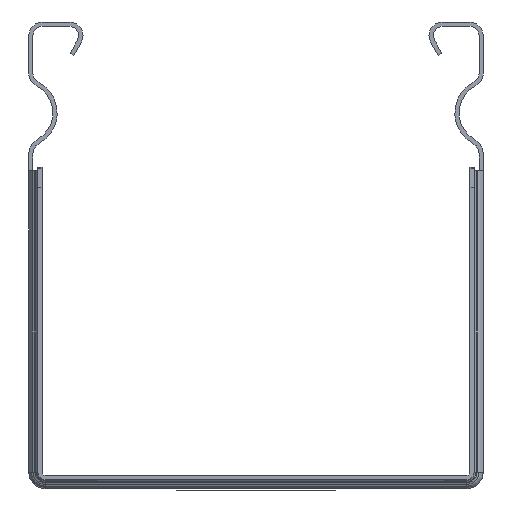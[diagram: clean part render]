
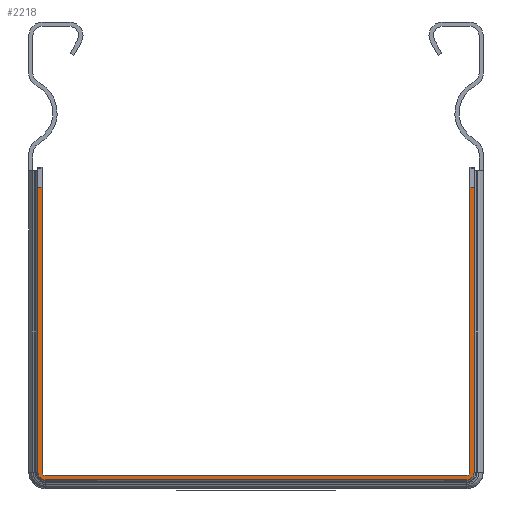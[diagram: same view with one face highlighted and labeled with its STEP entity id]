
A CAD part, left-side view. The second image highlights one B-rep face of the part: STEP entity #2218.
In plain terms, the highlighted planar face has unit normal (-1, 0, 0).
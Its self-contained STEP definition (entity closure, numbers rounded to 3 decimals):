
#112=CIRCLE('',#2362,0.5);
#118=CIRCLE('',#2374,1.2);
#137=CIRCLE('',#2415,1.2);
#138=CIRCLE('',#2416,0.5);
#262=FACE_OUTER_BOUND('',#377,.T.);
#377=EDGE_LOOP('',(#1789,#1790,#1791,#1792,#1793,#1794,#1795,#1796,#1797,
#1798,#1799,#1800));
#530=LINE('',#3518,#757);
#544=LINE('',#3558,#771);
#546=LINE('',#3564,#773);
#567=LINE('',#3629,#794);
#569=LINE('',#3633,#796);
#570=LINE('',#3637,#797);
#571=LINE('',#3639,#798);
#572=LINE('',#3641,#799);
#757=VECTOR('',#2788,1.);
#771=VECTOR('',#2828,1.);
#773=VECTOR('',#2836,1.);
#794=VECTOR('',#2909,1.);
#796=VECTOR('',#2913,1.);
#797=VECTOR('',#2916,1.);
#798=VECTOR('',#2917,1.);
#799=VECTOR('',#2918,1.);
#998=VERTEX_POINT('',#3483);
#999=VERTEX_POINT('',#3484);
#1010=VERTEX_POINT('',#3516);
#1011=VERTEX_POINT('',#3517);
#1012=VERTEX_POINT('',#3522);
#1015=VERTEX_POINT('',#3527);
#1043=VERTEX_POINT('',#3628);
#1044=VERTEX_POINT('',#3632);
#1045=VERTEX_POINT('',#3634);
#1046=VERTEX_POINT('',#3636);
#1047=VERTEX_POINT('',#3638);
#1048=VERTEX_POINT('',#3640);
#1262=EDGE_CURVE('',#998,#999,#112,.T.);
#1278=EDGE_CURVE('',#1010,#1011,#530,.T.);
#1284=EDGE_CURVE('',#1015,#1012,#118,.T.);
#1299=EDGE_CURVE('',#999,#1011,#544,.T.);
#1302=EDGE_CURVE('',#1010,#1012,#546,.T.);
#1335=EDGE_CURVE('',#1043,#998,#567,.T.);
#1337=EDGE_CURVE('',#1044,#1015,#569,.T.);
#1338=EDGE_CURVE('',#1045,#1044,#137,.T.);
#1339=EDGE_CURVE('',#1046,#1045,#570,.T.);
#1340=EDGE_CURVE('',#1046,#1047,#571,.T.);
#1341=EDGE_CURVE('',#1048,#1047,#572,.T.);
#1342=EDGE_CURVE('',#1048,#1043,#138,.T.);
#1789=ORIENTED_EDGE('',*,*,#1337,.F.);
#1790=ORIENTED_EDGE('',*,*,#1338,.F.);
#1791=ORIENTED_EDGE('',*,*,#1339,.F.);
#1792=ORIENTED_EDGE('',*,*,#1340,.T.);
#1793=ORIENTED_EDGE('',*,*,#1341,.F.);
#1794=ORIENTED_EDGE('',*,*,#1342,.T.);
#1795=ORIENTED_EDGE('',*,*,#1335,.T.);
#1796=ORIENTED_EDGE('',*,*,#1262,.T.);
#1797=ORIENTED_EDGE('',*,*,#1299,.T.);
#1798=ORIENTED_EDGE('',*,*,#1278,.F.);
#1799=ORIENTED_EDGE('',*,*,#1302,.T.);
#1800=ORIENTED_EDGE('',*,*,#1284,.F.);
#2137=PLANE('',#2414);
#2218=ADVANCED_FACE('',(#262),#2137,.F.);
#2362=AXIS2_PLACEMENT_3D('',#3485,#2757,#2758);
#2374=AXIS2_PLACEMENT_3D('',#3529,#2797,#2798);
#2414=AXIS2_PLACEMENT_3D('',#3631,#2911,#2912);
#2415=AXIS2_PLACEMENT_3D('',#3635,#2914,#2915);
#2416=AXIS2_PLACEMENT_3D('',#3642,#2919,#2920);
#2757=DIRECTION('center_axis',(1.,0.,0.));
#2758=DIRECTION('ref_axis',(0.,-1.,0.));
#2788=DIRECTION('',(0.,-1.,0.));
#2797=DIRECTION('center_axis',(1.,0.,0.));
#2798=DIRECTION('ref_axis',(0.,-1.,0.));
#2828=DIRECTION('',(0.,0.,1.));
#2836=DIRECTION('',(0.,0.,-1.));
#2909=DIRECTION('',(0.,1.,0.));
#2911=DIRECTION('center_axis',(1.,0.,0.));
#2912=DIRECTION('ref_axis',(0.,1.,0.));
#2913=DIRECTION('',(0.,1.,0.));
#2914=DIRECTION('center_axis',(1.,0.,0.));
#2915=DIRECTION('ref_axis',(0.,-1.,0.));
#2916=DIRECTION('',(0.,0.,-1.));
#2917=DIRECTION('',(0.,1.,0.));
#2918=DIRECTION('',(0.,0.,1.));
#2919=DIRECTION('center_axis',(1.,0.,0.));
#2920=DIRECTION('ref_axis',(0.,-1.,0.));
#3483=CARTESIAN_POINT('',(51.63,124.892,-36.3));
#3484=CARTESIAN_POINT('',(51.63,125.392,-35.8));
#3485=CARTESIAN_POINT('Origin',(51.63,124.892,-35.8));
#3516=CARTESIAN_POINT('',(51.63,126.092,11.2));
#3517=CARTESIAN_POINT('',(51.63,125.392,11.2));
#3518=CARTESIAN_POINT('',(51.63,125.742,11.2));
#3522=CARTESIAN_POINT('',(51.63,126.092,-35.8));
#3527=CARTESIAN_POINT('',(51.63,124.892,-37.));
#3529=CARTESIAN_POINT('Origin',(51.63,124.892,-35.8));
#3558=CARTESIAN_POINT('',(51.63,125.392,-12.3));
#3564=CARTESIAN_POINT('',(51.63,126.092,-12.3));
#3628=CARTESIAN_POINT('',(51.63,55.292,-36.3));
#3629=CARTESIAN_POINT('',(51.63,27.592,-36.3));
#3631=CARTESIAN_POINT('Origin',(51.63,-45.908,-9.65));
#3632=CARTESIAN_POINT('',(51.63,55.292,-37.));
#3633=CARTESIAN_POINT('',(51.63,27.592,-37.));
#3634=CARTESIAN_POINT('',(51.63,54.092,-35.8));
#3635=CARTESIAN_POINT('Origin',(51.63,55.292,-35.8));
#3636=CARTESIAN_POINT('',(51.63,54.092,11.2));
#3637=CARTESIAN_POINT('',(51.63,54.092,-12.3));
#3638=CARTESIAN_POINT('',(51.63,54.792,11.2));
#3639=CARTESIAN_POINT('',(51.63,54.442,11.2));
#3640=CARTESIAN_POINT('',(51.63,54.792,-35.8));
#3641=CARTESIAN_POINT('',(51.63,54.792,-9.65));
#3642=CARTESIAN_POINT('Origin',(51.63,55.292,-35.8));
